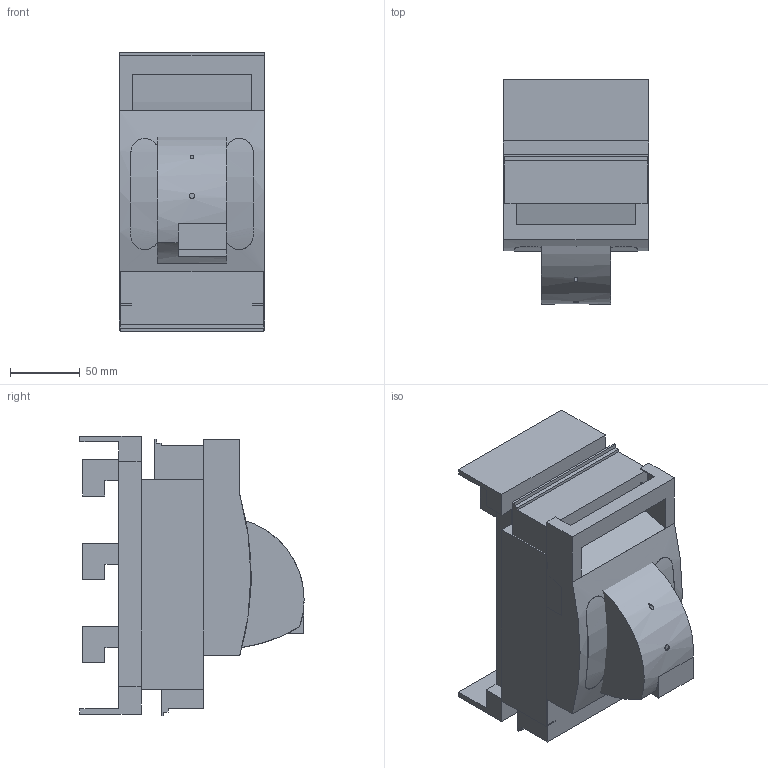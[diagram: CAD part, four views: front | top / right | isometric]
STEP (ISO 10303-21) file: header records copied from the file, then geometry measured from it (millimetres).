
FILE_DESCRIPTION(/* description */ ('STEP AP214'),/* implementation_level */ '2;1');
FILE_NAME(/* name */ '33394',/* time_stamp */ '2023-10-16T09:13:19+02:00',/* author */ ('License CC BY-ND 4.0'),/* organization */ ('CADENAS'),/* preprocessor_version */ 'ST-DEVELOPER v19.3',/* originating_system */ 'PARTsolutions',/* authorisation */ ' ');
FILE_SCHEMA (('AUTOMOTIVE_DESIGN {1 0 10303 214 3 1 1}'));
Length unit declared in the file: millimetre
Products named in the file (8): 33394; 79638000; 30775000; 79458000; 79461000; 30754000; 30142000; 79427000
Assembly tree (12 placements, depth 2):
  33394
    79638000
    30775000
    79458000
    79461000
    30754000  x6
    30142000
    79427000
Bounding box: 105 x 161.29 x 201.07 mm (x, y, z)
Volume: 789288 mm3; surface area: 337624.7 mm2
Topology: 12 solids, 12 shells, 530 faces, 1492 edges, 983 vertices
Faces by surface type: plane 438, cylinder 80, cone 12
Full cylindrical faces by diameter (mm): 2.828 x1, 4 x1, 7 x2, 8.5 x6
Entity records: 11605 total; most frequent: CARTESIAN_POINT 2116, ORIENTED_EDGE 1920, DIRECTION 1693, EDGE_CURVE 960, LINE 879, VECTOR 879, VERTEX_POINT 641, AXIS2_PLACEMENT_3D 407
